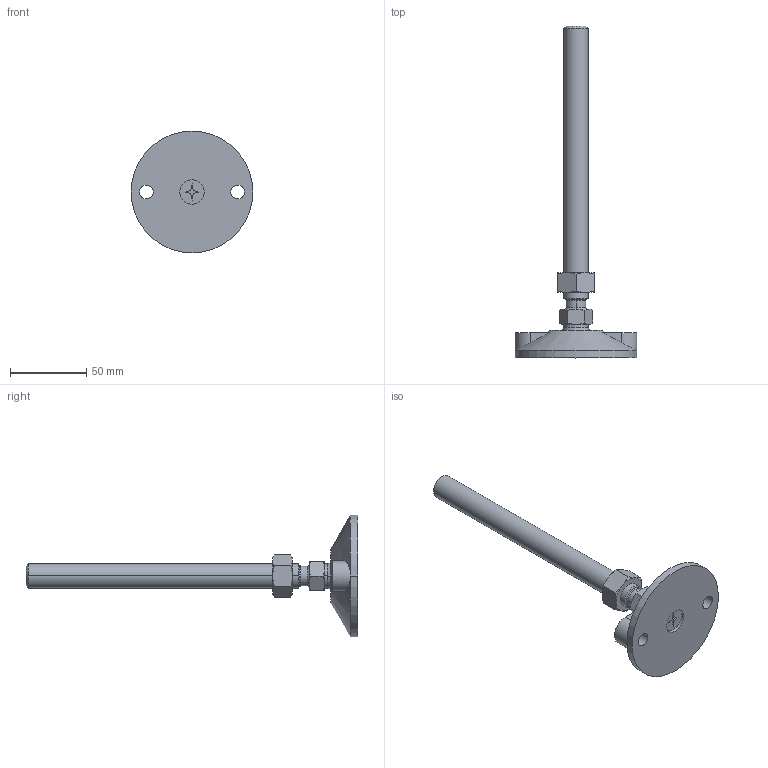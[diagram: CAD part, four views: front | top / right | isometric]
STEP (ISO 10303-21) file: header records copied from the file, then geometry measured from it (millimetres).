
FILE_DESCRIPTION(('Creo Elements/Direct Modeling STEP Export'),'2;1');
FILE_NAME('44.0245.21.oF_Gelenkfuß-MMS-44_80-M16-218mm-KS-ESD.stp','2022-03-21T 8:59:37',(''),(''),'PTC Creo Elements/Direct Modeling STEP processor for AP214 (Solid Model)','PTC Creo Elements/Direct Modeling 19.0C 15-Aug-2015 (C) Parametric Technology GmbH','');
FILE_SCHEMA(('AUTOMOTIVE_DESIGN { 1 0 10303 214 1 1 1 1 }'));
Length unit declared in the file: millimetre
Products named in the file (5): Fußspindel_M16x210_96.7011_PX173642.02.02; Sechskantmutter-DIN934_M16-8.8-verz_11506_PX171652.02; Senkschraube-DIN965_M8x16-8.8-verz_11047_PX173565; Fussteller-MMS-4455_D80x18-ESD_96.7006_PX173713; Gelenkfuß-MMS-44_80-M16-218mm-KS-ESD_44.0245.21.oF_PX173719
Assembly tree (4 placements, depth 2):
  Gelenkfuß-MMS-44_80-M16-218mm-KS-ESD_44.0245.21.oF_PX173719
    Fussteller-MMS-4455_D80x18-ESD_96.7006_PX173713
    Senkschraube-DIN965_M8x16-8.8-verz_11047_PX173565
    Sechskantmutter-DIN934_M16-8.8-verz_11506_PX171652.02
    Fußspindel_M16x210_96.7011_PX173642.02.02
Bounding box: 80 x 218 x 80 mm (x, y, z)
Volume: 106368.1 mm3; surface area: 28531.5 mm2
Topology: 4 solids, 4 shells, 120 faces, 266 edges, 157 vertices
Faces by surface type: cone 44, plane 38, cylinder 30, sphere 4, torus 4
Entity records: 5395 total; most frequent: CARTESIAN_POINT 2826, ORIENTED_EDGE 528, DIRECTION 418, EDGE_CURVE 264, AXIS2_PLACEMENT_3D 163, VERTEX_POINT 157, EDGE_LOOP 133, FACE_OUTER_BOUND 120
